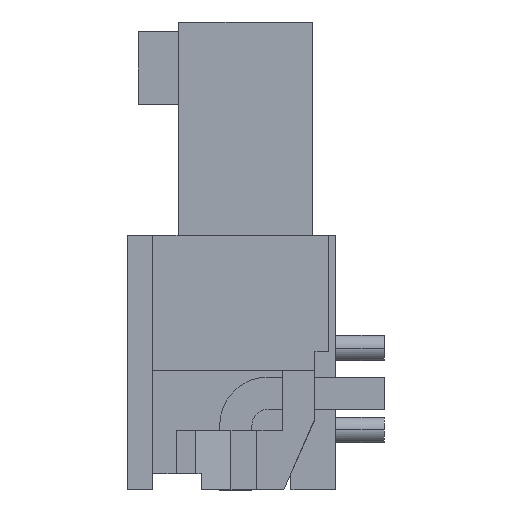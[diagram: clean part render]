
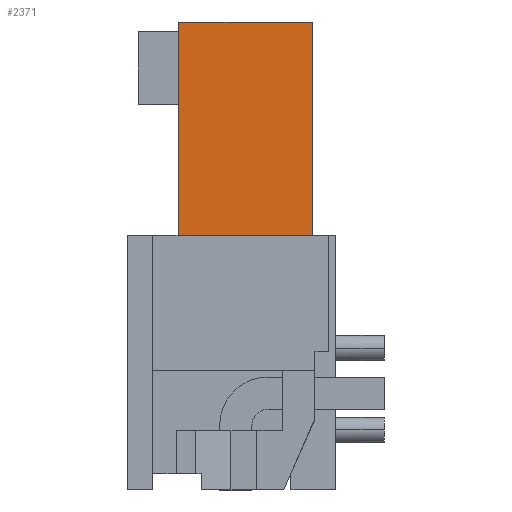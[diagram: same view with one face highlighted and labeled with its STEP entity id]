
A CAD part, left-side view. The second image highlights one B-rep face of the part: STEP entity #2371.
In plain terms, the highlighted planar face has unit normal (-1, 0, 0).
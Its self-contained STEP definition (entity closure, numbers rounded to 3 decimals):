
#1431=CARTESIAN_POINT('Vertex',(5.582,2.222,7.9)) ;
#1434=CARTESIAN_POINT('Line Origine',(5.582,4.296,7.9)) ;
#1438=CARTESIAN_POINT('Vertex',(5.582,6.37,7.9)) ;
#2333=CARTESIAN_POINT('Vertex',(5.582,2.222,14.5)) ;
#2336=CARTESIAN_POINT('Line Origine',(5.582,2.222,11.2)) ;
#2348=CARTESIAN_POINT('Axis2P3D Location',(5.582,2.222,7.9)) ;
#2353=CARTESIAN_POINT('Line Origine',(5.582,4.296,14.5)) ;
#2357=CARTESIAN_POINT('Vertex',(5.582,6.37,14.5)) ;
#2360=CARTESIAN_POINT('Line Origine',(5.582,6.37,11.2)) ;
#1435=DIRECTION('Vector Direction',(0.,1.,0.)) ;
#2337=DIRECTION('Vector Direction',(0.,0.,1.)) ;
#2349=DIRECTION('Axis2P3D Direction',(1.,0.,0.)) ;
#2350=DIRECTION('Axis2P3D XDirection',(0.,1.,0.)) ;
#2354=DIRECTION('Vector Direction',(0.,1.,0.)) ;
#2361=DIRECTION('Vector Direction',(0.,0.,1.)) ;
#2351=AXIS2_PLACEMENT_3D('Plane Axis2P3D',#2348,#2349,#2350) ;
#2366=ORIENTED_EDGE('',*,*,#2359,.T.) ;
#2367=ORIENTED_EDGE('',*,*,#2364,.F.) ;
#2368=ORIENTED_EDGE('',*,*,#1440,.T.) ;
#2369=ORIENTED_EDGE('',*,*,#2340,.T.) ;
#1436=VECTOR('Line Direction',#1435,1.) ;
#2338=VECTOR('Line Direction',#2337,1.) ;
#2355=VECTOR('Line Direction',#2354,1.) ;
#2362=VECTOR('Line Direction',#2361,1.) ;
#2371=ADVANCED_FACE('HOUSING',(#2370),#2352,.F.) ;
#1440=EDGE_CURVE('',#1439,#1432,#1437,.F.) ;
#2340=EDGE_CURVE('',#1432,#2334,#2339,.T.) ;
#2359=EDGE_CURVE('',#2334,#2358,#2356,.T.) ;
#2364=EDGE_CURVE('',#1439,#2358,#2363,.T.) ;
#2365=EDGE_LOOP('',(#2366,#2367,#2368,#2369)) ;
#2370=FACE_OUTER_BOUND('',#2365,.T.) ;
#1437=LINE('Line',#1434,#1436) ;
#2339=LINE('Line',#2336,#2338) ;
#2356=LINE('Line',#2353,#2355) ;
#2363=LINE('Line',#2360,#2362) ;
#2352=PLANE('',#2351) ;
#1432=VERTEX_POINT('',#1431) ;
#1439=VERTEX_POINT('',#1438) ;
#2334=VERTEX_POINT('',#2333) ;
#2358=VERTEX_POINT('',#2357) ;
